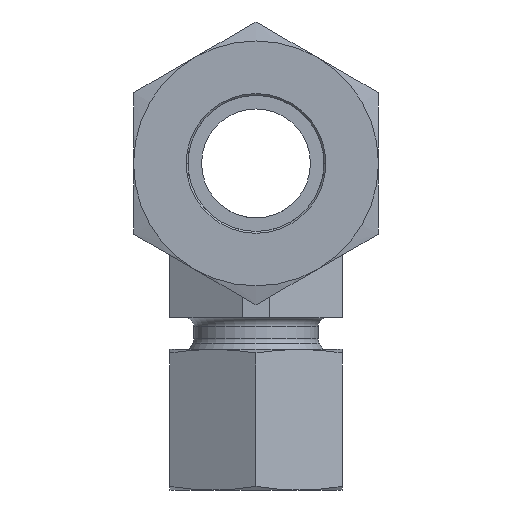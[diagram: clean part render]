
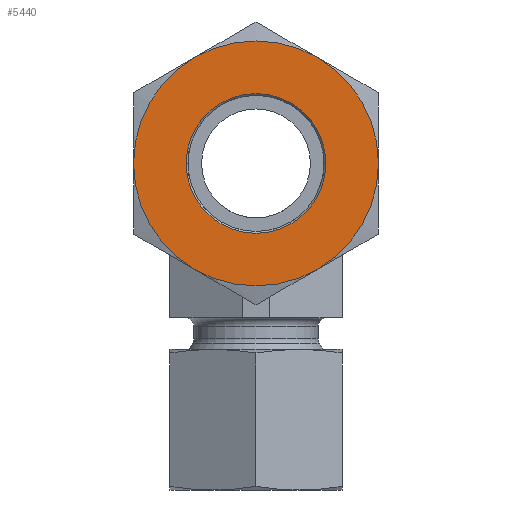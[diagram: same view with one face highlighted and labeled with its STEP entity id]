
A CAD part, front view. The second image highlights one B-rep face of the part: STEP entity #5440.
In plain terms, the highlighted face is planar.
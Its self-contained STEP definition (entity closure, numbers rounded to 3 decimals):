
#5344=CARTESIAN_POINT('',(7.7,0.,17.0));
#5345=VERTEX_POINT('',#5344);
#5346=CARTESIAN_POINT('',(0.0,0.0,17.0));
#5347=DIRECTION('',(0.0,0.0,1.0));
#5348=DIRECTION('',(-1.0,0.0,0.0));
#5349=AXIS2_PLACEMENT_3D('',#5346,#5347,#5348);
#5350=CIRCLE('',#5349,7.7);
#5351=EDGE_CURVE('',#5345,#5345,#5350,.T.);
#5376=CARTESIAN_POINT('',(0.,0.0,17.0));
#5377=DIRECTION('',(0.0,0.0,1.0));
#5378=DIRECTION('',(1.0,0.0,0.0));
#5379=AXIS2_PLACEMENT_3D('',#5376,#5377,#5378);
#5380=PLANE('',#5379);
#5381=CARTESIAN_POINT('',(-6.75,-11.691,17.0));
#5382=VERTEX_POINT('',#5381);
#5383=CARTESIAN_POINT('',(6.75,-11.691,17.0));
#5384=VERTEX_POINT('',#5383);
#5385=CARTESIAN_POINT('',(0.0,0.0,17.0));
#5386=DIRECTION('',(0.0,0.0,1.0));
#5387=DIRECTION('',(-0.5,-0.866,0.0));
#5388=AXIS2_PLACEMENT_3D('',#5385,#5386,#5387);
#5389=CIRCLE('',#5388,13.5);
#5390=EDGE_CURVE('',#5382,#5384,#5389,.T.);
#5391=ORIENTED_EDGE('',*,*,#5390,.T.);
#5392=CARTESIAN_POINT('',(13.5,0.,17.0));
#5393=VERTEX_POINT('',#5392);
#5394=CARTESIAN_POINT('',(0.0,0.0,17.0));
#5395=DIRECTION('',(0.0,0.0,1.0));
#5396=DIRECTION('',(-0.5,-0.866,0.0));
#5397=AXIS2_PLACEMENT_3D('',#5394,#5395,#5396);
#5398=CIRCLE('',#5397,13.5);
#5399=EDGE_CURVE('',#5384,#5393,#5398,.T.);
#5400=ORIENTED_EDGE('',*,*,#5399,.T.);
#5401=CARTESIAN_POINT('',(6.75,11.691,17.0));
#5402=VERTEX_POINT('',#5401);
#5403=CARTESIAN_POINT('',(0.0,0.0,17.0));
#5404=DIRECTION('',(0.0,0.0,1.0));
#5405=DIRECTION('',(-0.5,-0.866,0.0));
#5406=AXIS2_PLACEMENT_3D('',#5403,#5404,#5405);
#5407=CIRCLE('',#5406,13.5);
#5408=EDGE_CURVE('',#5393,#5402,#5407,.T.);
#5409=ORIENTED_EDGE('',*,*,#5408,.T.);
#5410=CARTESIAN_POINT('',(-6.75,11.691,17.0));
#5411=VERTEX_POINT('',#5410);
#5412=CARTESIAN_POINT('',(0.0,0.0,17.0));
#5413=DIRECTION('',(0.0,0.0,1.0));
#5414=DIRECTION('',(-0.5,-0.866,0.0));
#5415=AXIS2_PLACEMENT_3D('',#5412,#5413,#5414);
#5416=CIRCLE('',#5415,13.5);
#5417=EDGE_CURVE('',#5402,#5411,#5416,.T.);
#5418=ORIENTED_EDGE('',*,*,#5417,.T.);
#5419=CARTESIAN_POINT('',(-13.5,0.0,17.0));
#5420=VERTEX_POINT('',#5419);
#5421=CARTESIAN_POINT('',(0.0,0.0,17.0));
#5422=DIRECTION('',(0.0,0.0,1.0));
#5423=DIRECTION('',(-0.5,-0.866,0.0));
#5424=AXIS2_PLACEMENT_3D('',#5421,#5422,#5423);
#5425=CIRCLE('',#5424,13.5);
#5426=EDGE_CURVE('',#5411,#5420,#5425,.T.);
#5427=ORIENTED_EDGE('',*,*,#5426,.T.);
#5428=CARTESIAN_POINT('',(0.0,0.0,17.0));
#5429=DIRECTION('',(0.0,0.0,1.0));
#5430=DIRECTION('',(-0.5,-0.866,0.0));
#5431=AXIS2_PLACEMENT_3D('',#5428,#5429,#5430);
#5432=CIRCLE('',#5431,13.5);
#5433=EDGE_CURVE('',#5420,#5382,#5432,.T.);
#5434=ORIENTED_EDGE('',*,*,#5433,.T.);
#5435=EDGE_LOOP('',(#5391,#5400,#5409,#5418,#5427,#5434));
#5436=FACE_OUTER_BOUND('',#5435,.T.);
#5437=ORIENTED_EDGE('',*,*,#5351,.F.);
#5438=EDGE_LOOP('',(#5437));
#5439=FACE_BOUND('',#5438,.T.);
#5440=ADVANCED_FACE('',(#5436,#5439),#5380,.T.);
